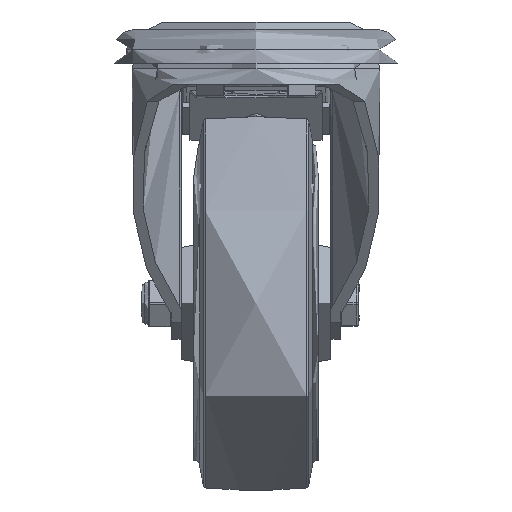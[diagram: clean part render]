
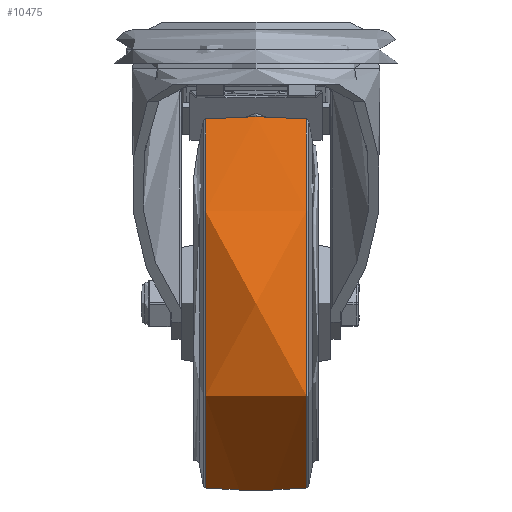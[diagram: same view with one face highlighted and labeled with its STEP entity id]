
A CAD part, left-side view. The second image highlights one B-rep face of the part: STEP entity #10475.
In plain terms, the highlighted free-form (B-spline) face has degree [2, 2] with [3, 9] control points.
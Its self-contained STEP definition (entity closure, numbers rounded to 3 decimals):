
#39=(
BOUNDED_SURFACE()
B_SPLINE_SURFACE(2,2,((#20716,#20717,#20718,#20719,#20720,#20721,#20722,
#20723,#20724),(#20725,#20726,#20727,#20728,#20729,#20730,#20731,#20732,
#20733),(#20734,#20735,#20736,#20737,#20738,#20739,#20740,#20741,#20742)),
 .UNSPECIFIED.,.F.,.T.,.F.)
B_SPLINE_SURFACE_WITH_KNOTS((3,3),(3,2,2,2,3),(-0.092,0.092),
(-3.142,-1.571,0.,1.571,3.142),
 .UNSPECIFIED.)
GEOMETRIC_REPRESENTATION_ITEM()
RATIONAL_B_SPLINE_SURFACE(((1.,0.707,1.,0.707,1.,
0.707,1.,0.707,1.),(0.996,0.704,
0.996,0.704,0.996,0.704,
0.996,0.704,0.996),(1.,0.707,
1.,0.707,1.,0.707,1.,0.707,1.)))
REPRESENTATION_ITEM('')
SURFACE()
);
#3173=FACE_OUTER_BOUND('',#3801,.T.);
#3801=EDGE_LOOP('',(#8641,#8642,#8643,#8644));
#4275=CIRCLE('',#11438,74.071);
#4276=CIRCLE('',#11439,221.);
#4277=CIRCLE('',#11440,74.071);
#5016=VERTEX_POINT('',#20713);
#5017=VERTEX_POINT('',#20743);
#6290=EDGE_CURVE('',#5016,#5016,#4275,.T.);
#6291=EDGE_CURVE('',#5016,#5017,#4276,.T.);
#6292=EDGE_CURVE('',#5017,#5017,#4277,.T.);
#8641=ORIENTED_EDGE('',*,*,#6290,.F.);
#8642=ORIENTED_EDGE('',*,*,#6291,.T.);
#8643=ORIENTED_EDGE('',*,*,#6292,.T.);
#8644=ORIENTED_EDGE('',*,*,#6291,.F.);
#10475=ADVANCED_FACE('',(#3173),#39,.F.);
#11438=AXIS2_PLACEMENT_3D('',#20715,#13439,#13440);
#11439=AXIS2_PLACEMENT_3D('',#20744,#13441,#13442);
#11440=AXIS2_PLACEMENT_3D('',#20745,#13443,#13444);
#13439=DIRECTION('center_axis',(0.,1.,0.));
#13440=DIRECTION('ref_axis',(0.,0.,1.));
#13441=DIRECTION('center_axis',(-1.,0.,0.));
#13442=DIRECTION('ref_axis',(0.,0.,-1.));
#13443=DIRECTION('center_axis',(0.,1.,0.));
#13444=DIRECTION('ref_axis',(0.,0.,1.));
#20713=CARTESIAN_POINT('',(0.,20.243,-74.071));
#20715=CARTESIAN_POINT('Origin',(0.,20.243,0.));
#20716=CARTESIAN_POINT('Ctrl Pts',(0.,-20.243,-74.071));
#20717=CARTESIAN_POINT('Ctrl Pts',(-74.071,-20.243,
-74.071));
#20718=CARTESIAN_POINT('Ctrl Pts',(-74.071,-20.243,
0.));
#20719=CARTESIAN_POINT('Ctrl Pts',(-74.071,-20.243,
74.071));
#20720=CARTESIAN_POINT('Ctrl Pts',(0.,-20.243,74.071));
#20721=CARTESIAN_POINT('Ctrl Pts',(74.071,-20.243,74.071));
#20722=CARTESIAN_POINT('Ctrl Pts',(74.071,-20.243,0.));
#20723=CARTESIAN_POINT('Ctrl Pts',(74.071,-20.243,-74.071));
#20724=CARTESIAN_POINT('Ctrl Pts',(0.,-20.243,-74.071));
#20725=CARTESIAN_POINT('Ctrl Pts',(0.,0.,-75.933));
#20726=CARTESIAN_POINT('Ctrl Pts',(-75.933,0.,
-75.933));
#20727=CARTESIAN_POINT('Ctrl Pts',(-75.933,0.,
0.));
#20728=CARTESIAN_POINT('Ctrl Pts',(-75.933,0.,
75.933));
#20729=CARTESIAN_POINT('Ctrl Pts',(0.,0.,75.933));
#20730=CARTESIAN_POINT('Ctrl Pts',(75.933,0.,
75.933));
#20731=CARTESIAN_POINT('Ctrl Pts',(75.933,0.,
0.));
#20732=CARTESIAN_POINT('Ctrl Pts',(75.933,0.,
-75.933));
#20733=CARTESIAN_POINT('Ctrl Pts',(0.,0.,-75.933));
#20734=CARTESIAN_POINT('Ctrl Pts',(0.,20.243,-74.071));
#20735=CARTESIAN_POINT('Ctrl Pts',(-74.071,20.243,-74.071));
#20736=CARTESIAN_POINT('Ctrl Pts',(-74.071,20.243,0.));
#20737=CARTESIAN_POINT('Ctrl Pts',(-74.071,20.243,74.071));
#20738=CARTESIAN_POINT('Ctrl Pts',(0.,20.243,74.071));
#20739=CARTESIAN_POINT('Ctrl Pts',(74.071,20.243,74.071));
#20740=CARTESIAN_POINT('Ctrl Pts',(74.071,20.243,0.));
#20741=CARTESIAN_POINT('Ctrl Pts',(74.071,20.243,-74.071));
#20742=CARTESIAN_POINT('Ctrl Pts',(0.,20.243,-74.071));
#20743=CARTESIAN_POINT('',(0.,-20.243,-74.071));
#20744=CARTESIAN_POINT('Origin',(0.,0.,
146.));
#20745=CARTESIAN_POINT('Origin',(0.,-20.243,0.));
